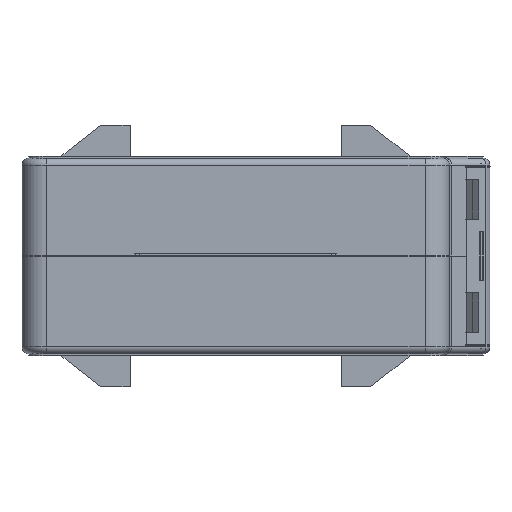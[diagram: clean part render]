
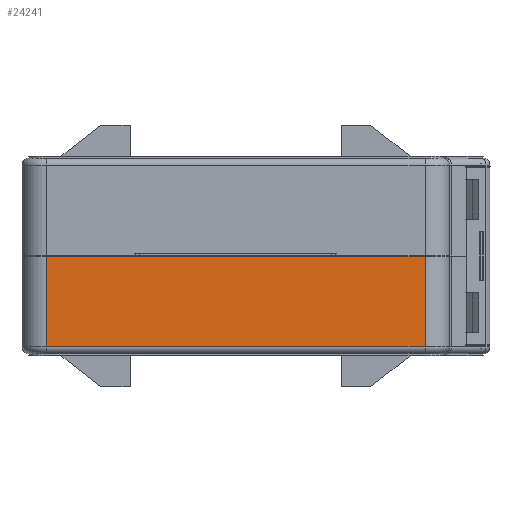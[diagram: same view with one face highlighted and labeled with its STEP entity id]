
A CAD part, front view. The second image highlights one B-rep face of the part: STEP entity #24241.
In plain terms, the highlighted planar face has unit normal (0, -1, 0).
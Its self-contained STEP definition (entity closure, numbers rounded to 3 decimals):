
#4995 = LINE ( 'NONE', #37276, #31858 ) ;
#5488 = FACE_OUTER_BOUND ( 'NONE', #36199, .T. ) ;
#7517 = ORIENTED_EDGE ( 'NONE', *, *, #22716, .T. ) ;
#10457 = VERTEX_POINT ( 'NONE', #10649 ) ;
#10649 = CARTESIAN_POINT ( 'NONE',  ( -54.75, -101.25, 2. ) ) ;
#13138 = DIRECTION ( 'NONE',  ( 0., 0., -1. ) ) ;
#16138 = VERTEX_POINT ( 'NONE', #30850 ) ;
#18010 = ORIENTED_EDGE ( 'NONE', *, *, #30672, .F. ) ;
#19260 = DIRECTION ( 'NONE',  ( 0., 0., -1. ) ) ;
#19745 = DIRECTION ( 'NONE',  ( 0., 1., 0. ) ) ;
#19986 = CARTESIAN_POINT ( 'NONE',  ( 0., -101.25, 2. ) ) ;
#20114 = CARTESIAN_POINT ( 'NONE',  ( 0., -101.25, 28.3 ) ) ;
#20670 = DIRECTION ( 'NONE',  ( 0., 0., 1. ) ) ;
#22026 = VECTOR ( 'NONE', #13138, 1000. ) ;
#22716 = EDGE_CURVE ( 'NONE', #41950, #10457, #4995, .T. ) ;
#24241 = ADVANCED_FACE ( 'NONE', ( #5488 ), #37990, .F. ) ;
#24373 = ORIENTED_EDGE ( 'NONE', *, *, #43893, .F. ) ;
#25059 = CARTESIAN_POINT ( 'NONE',  ( 54.75, -101.25, 2. ) ) ;
#25428 = VECTOR ( 'NONE', #27144, 1000. ) ;
#27144 = DIRECTION ( 'NONE',  ( 1., 0., 0. ) ) ;
#29535 = EDGE_CURVE ( 'NONE', #10457, #39379, #34192, .T. ) ;
#30195 = LINE ( 'NONE', #20114, #33035 ) ;
#30672 = EDGE_CURVE ( 'NONE', #41950, #16138, #30195, .T. ) ;
#30850 = CARTESIAN_POINT ( 'NONE',  ( 54.75, -101.25, 28.3 ) ) ;
#31391 = LINE ( 'NONE', #45414, #22026 ) ;
#31858 = VECTOR ( 'NONE', #19260, 1000. ) ;
#32113 = ORIENTED_EDGE ( 'NONE', *, *, #29535, .T. ) ;
#33035 = VECTOR ( 'NONE', #40946, 1000. ) ;
#34192 = LINE ( 'NONE', #44475, #25428 ) ;
#36199 = EDGE_LOOP ( 'NONE', ( #7517, #32113, #24373, #18010 ) ) ;
#36489 = AXIS2_PLACEMENT_3D ( 'NONE', #19986, #19745, #20670 ) ;
#37276 = CARTESIAN_POINT ( 'NONE',  ( -54.75, -101.25, 2. ) ) ;
#37990 = PLANE ( 'NONE',  #36489 ) ;
#39379 = VERTEX_POINT ( 'NONE', #25059 ) ;
#40946 = DIRECTION ( 'NONE',  ( 1., 0., 0. ) ) ;
#41950 = VERTEX_POINT ( 'NONE', #45516 ) ;
#43893 = EDGE_CURVE ( 'NONE', #16138, #39379, #31391, .T. ) ;
#44475 = CARTESIAN_POINT ( 'NONE',  ( 0., -101.25, 2. ) ) ;
#45414 = CARTESIAN_POINT ( 'NONE',  ( 54.75, -101.25, 2. ) ) ;
#45516 = CARTESIAN_POINT ( 'NONE',  ( -54.75, -101.25, 28.3 ) ) ;
